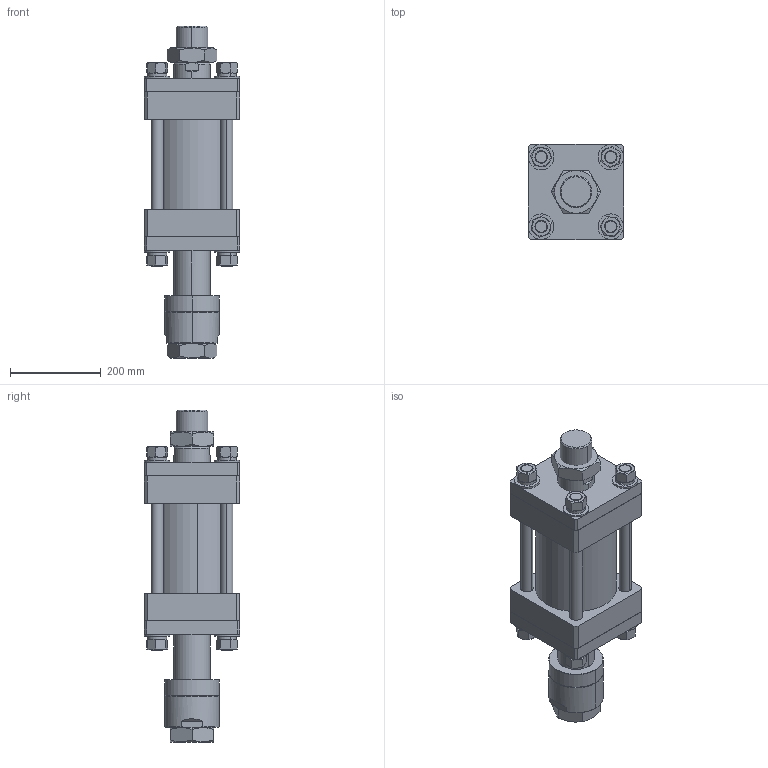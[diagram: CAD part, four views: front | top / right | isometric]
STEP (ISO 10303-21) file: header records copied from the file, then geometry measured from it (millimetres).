
FILE_DESCRIPTION (( 'STEP AP203' ), '1' );
FILE_NAME ('HOD-150-80-100-A30.STEP', '2021-04-27T08:46:02', ( '微软用户' ), ( '微软中国' ), 'SwSTEP 2.0', 'SolidWorks 2012', '' );
FILE_SCHEMA (( 'CONFIG_CONTROL_DESIGN' ));
Length unit declared in the file: millimetre
Products named in the file (12): HOD-150-80-100-A30遣喳杶; HOD-150-80-100-A30覃誹杶; HOD-150-80-100-A30; HOB-150-80-100楊擘; HOB-150-80-100前盖; spring lock washers--normal type gb_GB_FASTENER_WASHER_SW 27; hex nuts, style 1-grades ab gb_GB_FASTENER_NUT_SNAB1  B M27-N; hex thin nuts grades ab gb_GB_FASTENER_NUT_STNABTT  B M64X4.0-C; HOB-150-80-100掛极; HOD-150-80-100-A30活塞杆; HOD-150-80-100嶺裝; plain washers--product grade c gb_GB_FASTENER_WASHER_SMWC 30
Assembly tree (38 placements, depth 2):
  HOD-150-80-100-A30
    HOB-150-80-100楊擘  x2
    HOB-150-80-100前盖  x2
    HOB-150-80-100掛极
    HOD-150-80-100-A30活塞杆
    HOD-150-80-100嶺裝  x4
    plain washers--product grade c gb_GB_FASTENER_WASHER_SMWC 30  x8
    spring lock washers--normal type gb_GB_FASTENER_WASHER_SW 27  x8
    hex nuts, style 1-grades ab gb_GB_FASTENER_NUT_SNAB1  B M27-N  x8
    hex thin nuts grades ab gb_GB_FASTENER_NUT_STNABTT  B M64X4.0-C  x2
    HOD-150-80-100-A30遣喳杶
    HOD-150-80-100-A30覃誹杶
Bounding box: 210 x 210 x 730 mm (x, y, z)
Volume: 14632202.2 mm3; surface area: 1452812.2 mm2
Topology: 38 solids, 38 shells, 563 faces, 1268 edges, 795 vertices
Faces by surface type: plane 204, cylinder 202, cone 145, torus 12
Entity records: 8854 total; most frequent: CARTESIAN_POINT 1634, DIRECTION 1210, ORIENTED_EDGE 998, AXIS2_PLACEMENT_3D 501, EDGE_CURVE 499, VERTEX_POINT 311, EDGE_LOOP 266, CIRCLE 239
